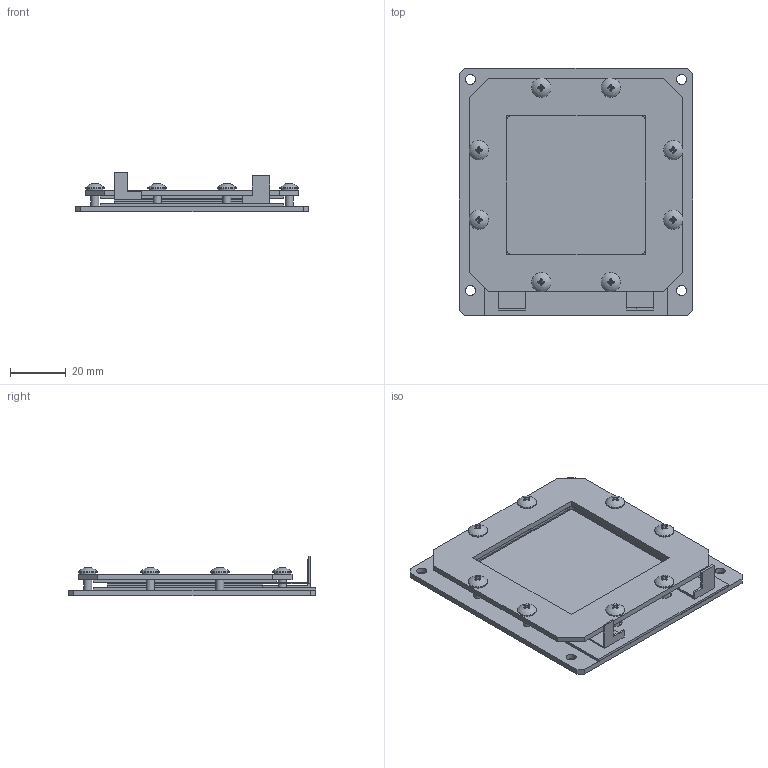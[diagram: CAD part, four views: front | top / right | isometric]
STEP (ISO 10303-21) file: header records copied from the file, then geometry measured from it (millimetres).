
FILE_DESCRIPTION(/* description */ (''),/* implementation_level */ '2;1');
FILE_NAME(/* name */ 'M-5J1R_Shrinkwrap_1.stp',/* time_stamp */ '2024-03-25T11:07:03+09:00',/* author */ ('Yoshii.Kazuma'),/* organization */ (''),/* preprocessor_version */ 'ST-DEVELOPER v17.2',/* originating_system */ 'Autodesk Inventor 2019',/* authorisation */ '');
FILE_SCHEMA (('AUTOMOTIVE_DESIGN { 1 0 10303 214 3 1 1 }'));
Length unit declared in the file: millimetre
Products named in the file (1): M-5J1R_Shrinkwrap_1
Bounding box: 84 x 89 x 14.3 mm (x, y, z)
Volume: 24422.5 mm3; surface area: 41216.1 mm2
Topology: 23 solids, 23 shells, 348 faces, 920 edges, 626 vertices
Faces by surface type: plane 222, cylinder 70, bspline 32, sphere 8, torus 8, cone 8
Full cylindrical faces by diameter (mm): 2.459 x8, 2.5 x8, 3 x8, 3.2 x8, 3.6 x12, 5 x2, 6 x8, 6.9 x8
Entity records: 15119 total; most frequent: CARTESIAN_POINT 5975, ORIENTED_EDGE 1840, DIRECTION 1732, EDGE_CURVE 920, AXIS2_PLACEMENT_3D 655, VERTEX_POINT 626, EDGE_LOOP 428, LINE 422
